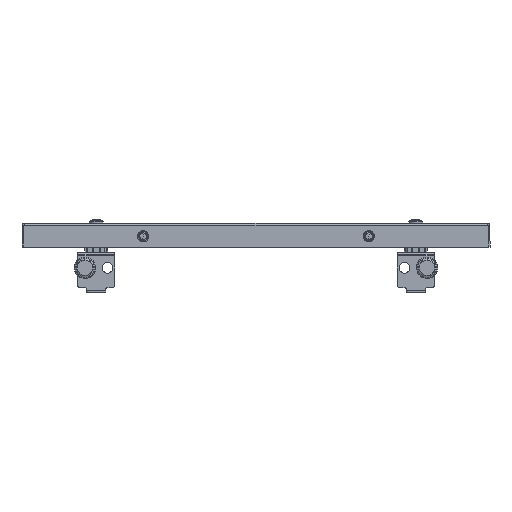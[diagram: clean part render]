
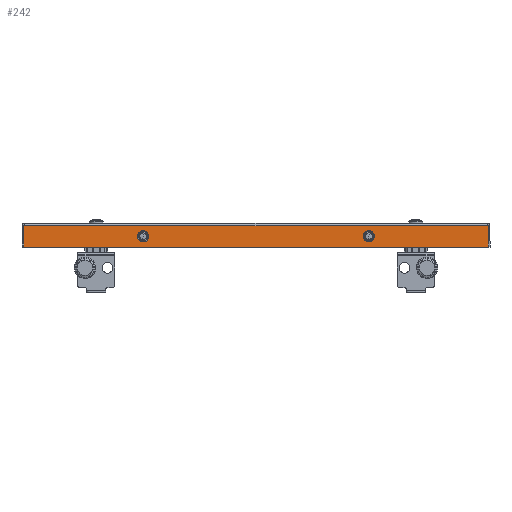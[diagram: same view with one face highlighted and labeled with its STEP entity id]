
A CAD part, front view. The second image highlights one B-rep face of the part: STEP entity #242.
In plain terms, the highlighted face is planar.
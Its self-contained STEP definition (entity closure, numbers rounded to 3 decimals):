
#14 = CARTESIAN_POINT ( 'NONE',  ( 0., 37.5, -20. ) ) ;
#17 = DIRECTION ( 'NONE',  ( -1., 0., 0. ) ) ;
#18 = CARTESIAN_POINT ( 'NONE',  ( -194.75, 37.5, -2.25 ) ) ;
#26 = CARTESIAN_POINT ( 'NONE',  ( 195.499, 37.5, -2.25 ) ) ;
#29 = DIRECTION ( 'NONE',  ( -1., 0., 0. ) ) ;
#32 = DIRECTION ( 'NONE',  ( 0., 0., -1. ) ) ;
#43 = DIRECTION ( 'NONE',  ( 0., 0., -1. ) ) ;
#45 = DIRECTION ( 'NONE',  ( 0., 0., 1. ) ) ;
#47 = DIRECTION ( 'NONE',  ( 0., 1., 0. ) ) ;
#48 = CARTESIAN_POINT ( 'NONE',  ( -95., 37.5, -11. ) ) ;
#49 = CARTESIAN_POINT ( 'NONE',  ( 194.75, 37.5, -2.25 ) ) ;
#50 = CARTESIAN_POINT ( 'NONE',  ( -195.499, 37.5, -2.25 ) ) ;
#52 = DIRECTION ( 'NONE',  ( -1., 0., 0. ) ) ;
#53 = DIRECTION ( 'NONE',  ( 1., 0., 0. ) ) ;
#54 = CARTESIAN_POINT ( 'NONE',  ( -194.75, 37.5, -2.25 ) ) ;
#64 = DIRECTION ( 'NONE',  ( 0., 0., 1. ) ) ;
#111 = DIRECTION ( 'NONE',  ( 0., 1., 0. ) ) ;
#148 = CARTESIAN_POINT ( 'NONE',  ( 95., 37.5, -11. ) ) ;
#242 = ADVANCED_FACE ( 'NONE', ( #2186, #2189, #2187 ), #853, .F. ) ;
#851 = DIRECTION ( 'NONE',  ( 0., 0., -1. ) ) ;
#853 = PLANE ( 'NONE',  #16593 ) ;
#856 = CARTESIAN_POINT ( 'NONE',  ( 0., 37.5, 0. ) ) ;
#863 = DIRECTION ( 'NONE',  ( 0., -1., 0. ) ) ;
#1223 = EDGE_CURVE ( 'NONE', #13391, #13395, #2449, .T. ) ;
#1224 = EDGE_CURVE ( 'NONE', #4853, #4852, #2437, .T. ) ;
#1229 = EDGE_CURVE ( 'NONE', #13385, #13391, #2457, .T. ) ;
#1230 = EDGE_CURVE ( 'NONE', #4857, #4856, #2454, .T. ) ;
#1231 = EDGE_CURVE ( 'NONE', #13385, #13399, #2459, .T. ) ;
#1232 = EDGE_CURVE ( 'NONE', #13395, #13393, #2461, .T. ) ;
#1239 = EDGE_CURVE ( 'NONE', #13399, #13405, #2471, .T. ) ;
#1246 = EDGE_CURVE ( 'NONE', #13405, #13393, #2488, .T. ) ;
#2186 = FACE_BOUND ( 'NONE', #5129, .T. ) ;
#2187 = FACE_OUTER_BOUND ( 'NONE', #5127, .T. ) ;
#2189 = FACE_BOUND ( 'NONE', #5133, .T. ) ;
#2437 = CIRCLE ( 'NONE', #16345, 4. ) ;
#2449 = LINE ( 'NONE', #18, #2450 ) ;
#2450 = VECTOR ( 'NONE', #29, 1000. ) ;
#2454 = CIRCLE ( 'NONE', #16343, 4. ) ;
#2457 = LINE ( 'NONE', #54, #2460 ) ;
#2459 = LINE ( 'NONE', #49, #2463 ) ;
#2460 = VECTOR ( 'NONE', #52, 1000. ) ;
#2461 = LINE ( 'NONE', #50, #2465 ) ;
#2463 = VECTOR ( 'NONE', #53, 1000. ) ;
#2465 = VECTOR ( 'NONE', #43, 1000. ) ;
#2471 = LINE ( 'NONE', #26, #2477 ) ;
#2477 = VECTOR ( 'NONE', #32, 1000. ) ;
#2488 = LINE ( 'NONE', #14, #2490 ) ;
#2490 = VECTOR ( 'NONE', #17, 1000. ) ;
#3341 = CARTESIAN_POINT ( 'NONE',  ( 95., 37.5, -15. ) ) ;
#3342 = CARTESIAN_POINT ( 'NONE',  ( 95., 37.5, -7. ) ) ;
#3345 = CARTESIAN_POINT ( 'NONE',  ( -95., 37.5, -15. ) ) ;
#3346 = CARTESIAN_POINT ( 'NONE',  ( -95., 37.5, -7. ) ) ;
#4852 = VERTEX_POINT ( 'NONE', #3341 ) ;
#4853 = VERTEX_POINT ( 'NONE', #3342 ) ;
#4856 = VERTEX_POINT ( 'NONE', #3345 ) ;
#4857 = VERTEX_POINT ( 'NONE', #3346 ) ;
#5127 = EDGE_LOOP ( 'NONE', ( #13861, #6546, #6547, #6548, #6549, #6550 ) ) ;
#5129 = EDGE_LOOP ( 'NONE', ( #13853, #13855 ) ) ;
#5133 = EDGE_LOOP ( 'NONE', ( #13857, #13859 ) ) ;
#6546 = ORIENTED_EDGE ( 'NONE', *, *, #1231, .T. ) ;
#6547 = ORIENTED_EDGE ( 'NONE', *, *, #1239, .T. ) ;
#6548 = ORIENTED_EDGE ( 'NONE', *, *, #1246, .T. ) ;
#6549 = ORIENTED_EDGE ( 'NONE', *, *, #1232, .F. ) ;
#6550 = ORIENTED_EDGE ( 'NONE', *, *, #1223, .F. ) ;
#6766 = CIRCLE ( 'NONE', #10966, 4. ) ;
#6819 = CIRCLE ( 'NONE', #10947, 4. ) ;
#8110 = CARTESIAN_POINT ( 'NONE',  ( 194.75, 37.5, -2.25 ) ) ;
#8113 = CARTESIAN_POINT ( 'NONE',  ( -194.75, 37.5, -2.25 ) ) ;
#8114 = CARTESIAN_POINT ( 'NONE',  ( -195.499, 37.5, -20. ) ) ;
#8115 = CARTESIAN_POINT ( 'NONE',  ( -195.499, 37.5, -2.25 ) ) ;
#8117 = CARTESIAN_POINT ( 'NONE',  ( 195.499, 37.5, -2.25 ) ) ;
#8120 = CARTESIAN_POINT ( 'NONE',  ( 195.499, 37.5, -20. ) ) ;
#8605 = CARTESIAN_POINT ( 'NONE',  ( 95., 37.5, -11. ) ) ;
#8606 = DIRECTION ( 'NONE',  ( 0., 1., 0. ) ) ;
#8607 = DIRECTION ( 'NONE',  ( 0., 0., 1. ) ) ;
#8702 = CARTESIAN_POINT ( 'NONE',  ( -95., 37.5, -11. ) ) ;
#8703 = DIRECTION ( 'NONE',  ( 0., 1., 0. ) ) ;
#8704 = DIRECTION ( 'NONE',  ( 0., 0., 1. ) ) ;
#9770 = EDGE_CURVE ( 'NONE', #4856, #4857, #6819, .T. ) ;
#10947 = AXIS2_PLACEMENT_3D ( 'NONE', #8702, #8703, #8704 ) ;
#10966 = AXIS2_PLACEMENT_3D ( 'NONE', #8605, #8606, #8607 ) ;
#13385 = VERTEX_POINT ( 'NONE', #8110 ) ;
#13391 = VERTEX_POINT ( 'NONE', #8113 ) ;
#13393 = VERTEX_POINT ( 'NONE', #8114 ) ;
#13395 = VERTEX_POINT ( 'NONE', #8115 ) ;
#13399 = VERTEX_POINT ( 'NONE', #8117 ) ;
#13405 = VERTEX_POINT ( 'NONE', #8120 ) ;
#13853 = ORIENTED_EDGE ( 'NONE', *, *, #1224, .F. ) ;
#13855 = ORIENTED_EDGE ( 'NONE', *, *, #16639, .F. ) ;
#13857 = ORIENTED_EDGE ( 'NONE', *, *, #1230, .F. ) ;
#13859 = ORIENTED_EDGE ( 'NONE', *, *, #9770, .F. ) ;
#13861 = ORIENTED_EDGE ( 'NONE', *, *, #1229, .F. ) ;
#16343 = AXIS2_PLACEMENT_3D ( 'NONE', #48, #47, #45 ) ;
#16345 = AXIS2_PLACEMENT_3D ( 'NONE', #148, #111, #64 ) ;
#16593 = AXIS2_PLACEMENT_3D ( 'NONE', #856, #863, #851 ) ;
#16639 = EDGE_CURVE ( 'NONE', #4852, #4853, #6766, .T. ) ;
